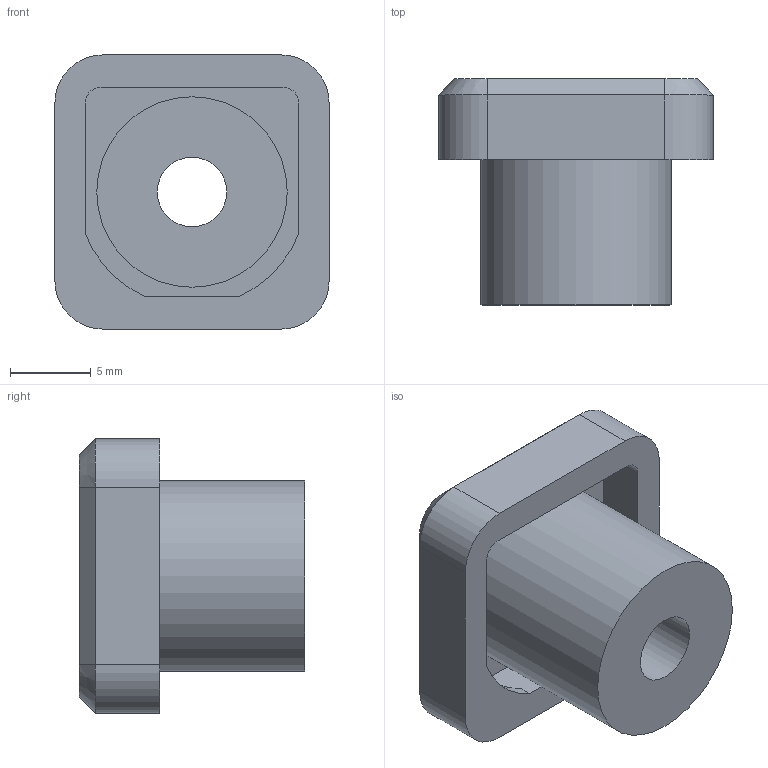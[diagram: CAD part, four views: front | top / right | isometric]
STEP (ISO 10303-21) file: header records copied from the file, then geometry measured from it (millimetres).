
FILE_DESCRIPTION(/* description */ (''),/* implementation_level */ '2;1');
FILE_NAME(/* name */ 'A1_Adapter.stp',/* time_stamp */ '2024-10-29T16:20:42-04:00',/* author */ ('dverd'),/* organization */ (''),/* preprocessor_version */ 'ST-DEVELOPER v19.2',/* originating_system */ 'Autodesk Inventor 2023',/* authorisation */ '');
FILE_SCHEMA (('AUTOMOTIVE_DESIGN { 1 0 10303 214 3 1 1 }'));
Length unit declared in the file: millimetre
Products named in the file (1): A1 Adapter 2.1
Bounding box: 17 x 14 x 17 mm (x, y, z)
Volume: 1692.5 mm3; surface area: 1718.3 mm2
Topology: 1 solids, 1 shells, 58 faces, 149 edges, 95 vertices
Faces by surface type: plane 42, cylinder 11, cone 5
Full cylindrical faces by diameter (mm): 4.3 x1, 8.3 x1, 11.8 x1
Entity records: 1791 total; most frequent: CARTESIAN_POINT 303, DIRECTION 302, ORIENTED_EDGE 298, EDGE_CURVE 149, LINE 114, VECTOR 114, VERTEX_POINT 95, AXIS2_PLACEMENT_3D 94
